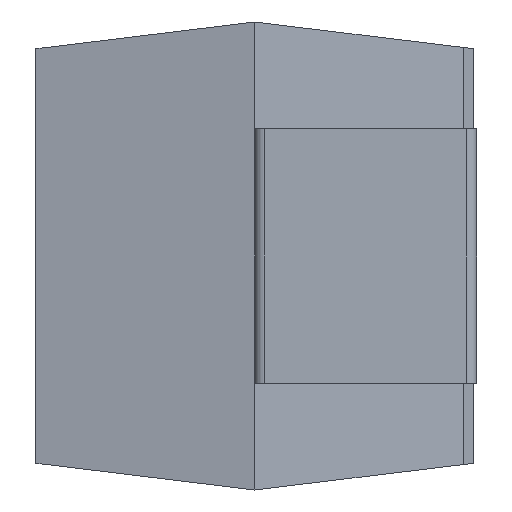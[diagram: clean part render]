
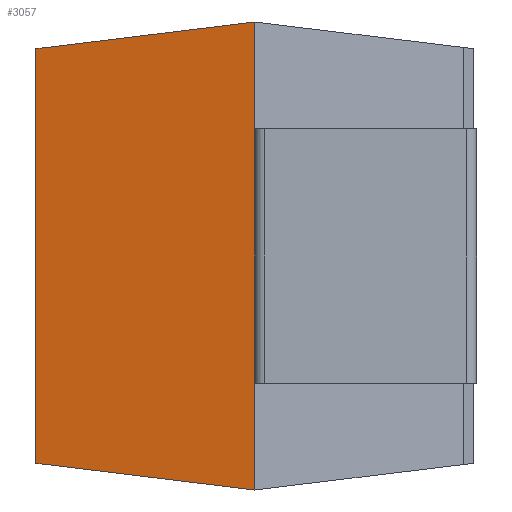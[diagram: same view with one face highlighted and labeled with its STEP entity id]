
A CAD part, left-side view. The second image highlights one B-rep face of the part: STEP entity #3057.
In plain terms, the highlighted planar face has unit normal (-0.986, 0.167, 0).
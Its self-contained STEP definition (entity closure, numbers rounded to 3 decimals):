
#57 = CARTESIAN_POINT ( 'NONE',  ( -0.354, 0.06, -4.6 ) ) ;
#107 = VERTEX_POINT ( 'NONE', #493 ) ;
#111 = EDGE_LOOP ( 'NONE', ( #2689, #3392, #1915, #2453, #2094, #1343 ) ) ;
#146 = CARTESIAN_POINT ( 'NONE',  ( 0.364, 4.3, -4.6 ) ) ;
#243 = CARTESIAN_POINT ( 'NONE',  ( 0., 2.15, -4.6 ) ) ;
#394 = EDGE_CURVE ( 'NONE', #2986, #2085, #3189, .T. ) ;
#493 = CARTESIAN_POINT ( 'NONE',  ( 0.364, 4.3, -0.263 ) ) ;
#598 = VECTOR ( 'NONE', #2923, 1000. ) ;
#718 = PLANE ( 'NONE',  #3175 ) ;
#776 = CARTESIAN_POINT ( 'NONE',  ( 0., 2.15, -4.6 ) ) ;
#881 = CARTESIAN_POINT ( 'NONE',  ( 0., 2.15, -3.55 ) ) ;
#1172 = LINE ( 'NONE', #2379, #1791 ) ;
#1212 = VECTOR ( 'NONE', #1393, 1000. ) ;
#1218 = LINE ( 'NONE', #2707, #2861 ) ;
#1250 = LINE ( 'NONE', #1639, #1968 ) ;
#1258 = DIRECTION ( 'NONE',  ( -0.986, 0.167, 0. ) ) ;
#1343 = ORIENTED_EDGE ( 'NONE', *, *, #2447, .F. ) ;
#1393 = DIRECTION ( 'NONE',  ( 0., 0., 1. ) ) ;
#1624 = LINE ( 'NONE', #146, #1212 ) ;
#1639 = CARTESIAN_POINT ( 'NONE',  ( 0., 2.15, -4.6 ) ) ;
#1768 = DIRECTION ( 'NONE',  ( -0.166, -0.979, 0.12 ) ) ;
#1791 = VECTOR ( 'NONE', #1768, 1000. ) ;
#1795 = DIRECTION ( 'NONE',  ( 0., 0., 1. ) ) ;
#1915 = ORIENTED_EDGE ( 'NONE', *, *, #394, .T. ) ;
#1968 = VECTOR ( 'NONE', #1795, 1000. ) ;
#1977 = DIRECTION ( 'NONE',  ( 0., 0., 1. ) ) ;
#2085 = VERTEX_POINT ( 'NONE', #881 ) ;
#2094 = ORIENTED_EDGE ( 'NONE', *, *, #3129, .T. ) ;
#2110 = CARTESIAN_POINT ( 'NONE',  ( 0., 2.15, 0. ) ) ;
#2218 = FACE_OUTER_BOUND ( 'NONE', #111, .T. ) ;
#2251 = CARTESIAN_POINT ( 'NONE',  ( 0.364, 4.3, -4.337 ) ) ;
#2272 = LINE ( 'NONE', #776, #2678 ) ;
#2287 = EDGE_CURVE ( 'NONE', #2603, #2986, #1218, .T. ) ;
#2379 = CARTESIAN_POINT ( 'NONE',  ( -0.258, 0.628, 0.186 ) ) ;
#2389 = VERTEX_POINT ( 'NONE', #2110 ) ;
#2447 = EDGE_CURVE ( 'NONE', #107, #2389, #1172, .T. ) ;
#2453 = ORIENTED_EDGE ( 'NONE', *, *, #2964, .T. ) ;
#2460 = DIRECTION ( 'NONE',  ( -0.167, -0.986, 0. ) ) ;
#2603 = VERTEX_POINT ( 'NONE', #2251 ) ;
#2678 = VECTOR ( 'NONE', #1977, 1000. ) ;
#2689 = ORIENTED_EDGE ( 'NONE', *, *, #3168, .F. ) ;
#2707 = CARTESIAN_POINT ( 'NONE',  ( -0.349, 0.09, -4.852 ) ) ;
#2861 = VECTOR ( 'NONE', #3330, 1000. ) ;
#2865 = VERTEX_POINT ( 'NONE', #3509 ) ;
#2923 = DIRECTION ( 'NONE',  ( 0., 0., 1. ) ) ;
#2964 = EDGE_CURVE ( 'NONE', #2085, #2865, #1250, .T. ) ;
#2986 = VERTEX_POINT ( 'NONE', #3016 ) ;
#3016 = CARTESIAN_POINT ( 'NONE',  ( 0., 2.15, -4.6 ) ) ;
#3057 = ADVANCED_FACE ( 'NONE', ( #2218 ), #718, .T. ) ;
#3129 = EDGE_CURVE ( 'NONE', #2865, #2389, #2272, .T. ) ;
#3168 = EDGE_CURVE ( 'NONE', #2603, #107, #1624, .T. ) ;
#3175 = AXIS2_PLACEMENT_3D ( 'NONE', #57, #1258, #2460 ) ;
#3189 = LINE ( 'NONE', #243, #598 ) ;
#3330 = DIRECTION ( 'NONE',  ( -0.166, -0.979, -0.12 ) ) ;
#3392 = ORIENTED_EDGE ( 'NONE', *, *, #2287, .T. ) ;
#3509 = CARTESIAN_POINT ( 'NONE',  ( 0., 2.15, -1.05 ) ) ;
